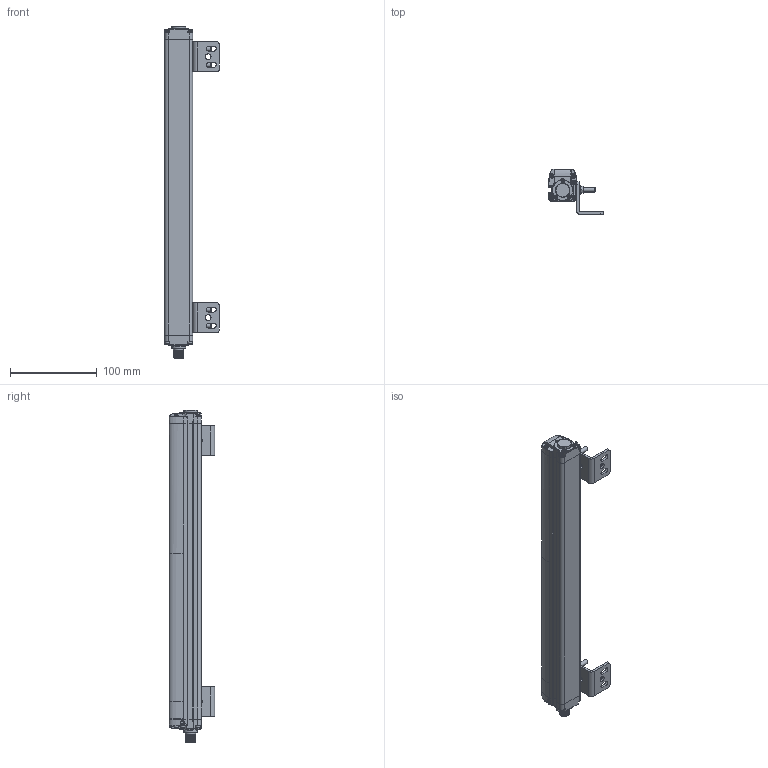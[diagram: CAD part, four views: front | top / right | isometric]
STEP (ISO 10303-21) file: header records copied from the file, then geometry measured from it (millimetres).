
FILE_DESCRIPTION (( 'STEP AP214' ), '1' );
FILE_NAME ('SG4-14-030-OO-E.STEP', '2018-06-21T15:29:46', ( '' ), ( '' ), 'SwSTEP 2.0', 'SolidWorks 2017', '' );
FILE_SCHEMA (( 'AUTOMOTIVE_DESIGN' ));
Length unit declared in the file: inch
Products named in the file (1): SG4-14-030-OO-E
Bounding box: 63 x 52.2 x 382.91 mm (x, y, z)
Volume: 391427 mm3; surface area: 106965.9 mm2
Topology: 29 solids, 29 shells, 1674 faces, 3975 edges, 2309 vertices
Faces by surface type: cylinder 591, bspline 568, plane 410, cone 70, torus 27, sphere 8
Full cylindrical faces by diameter (mm): 1 x8, 1.5 x6, 2.05 x4, 2.7 x10, 3.6 x6, 4.2 x4, 4.7 x2, 5 x14, 5.3 x6, 6.6 x4, 7.5 x1, 8 x1, 8.2 x1, 9.3 x1, 9.5 x1, 9.55 x1, 10 x4, 10.5 x1, 11 x2, 12 x8, 13.97 x1, 14.3 x1, 16 x2
Entity records: 84914 total; most frequent: CARTESIAN_POINT 29269, ORIENTED_EDGE 7428, DIRECTION 6253, EDGE_CURVE 3714, AXIS2_PLACEMENT_3D 2510, VERTEX_POINT 2279, EDGE_LOOP 1927, FACE_OUTER_BOUND 1781
